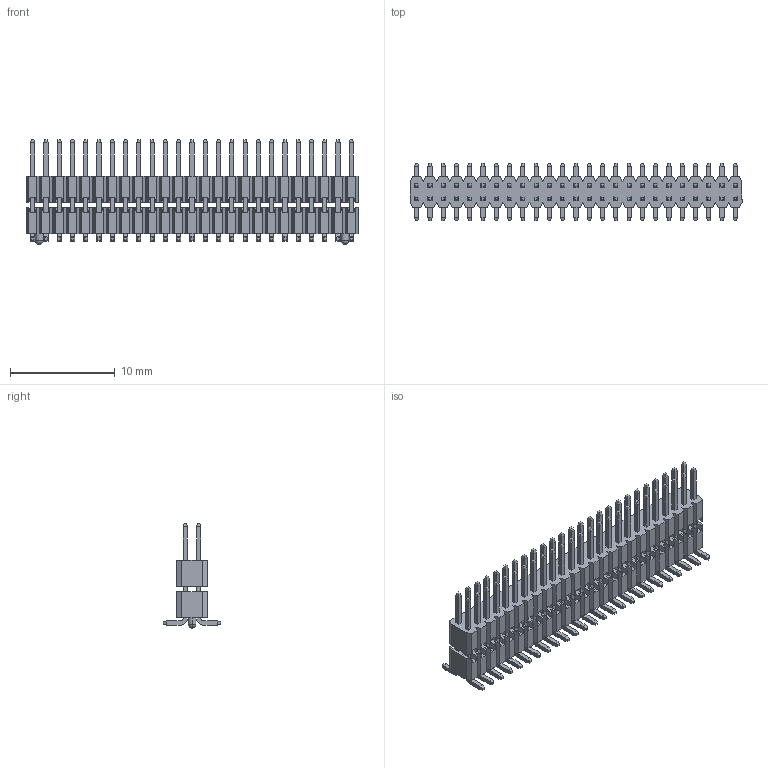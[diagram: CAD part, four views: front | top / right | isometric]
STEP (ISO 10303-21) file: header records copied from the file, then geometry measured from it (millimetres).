
FILE_DESCRIPTION (( 'STEP AP214' ), '1' );
FILE_NAME ('FPH12749-D50S1004090906M-REF.STEP', '2025-10-17T01:01:04', ( '' ), ( '' ), 'SwSTEP 2.0', 'SolidWorks 2021', '' );
FILE_SCHEMA (( 'AUTOMOTIVE_DESIGN' ));
Products named in the file (1): FPH12749-D50S1004090906M-REF
Bounding box: 31.75 x 5.5 x 10 mm (x, y, z)
Volume: 467.3 mm3; surface area: 1507.8 mm2
Topology: 1 solids, 1 shells, 1962 faces, 5082 edges, 3222 vertices
Faces by surface type: plane 1854, cylinder 104, sphere 4
Entity records: 58308 total; most frequent: CARTESIAN_POINT 10255, ORIENTED_EDGE 10148, DIRECTION 9212, EDGE_CURVE 5074, LINE 4862, VECTOR 4862, VERTEX_POINT 3218, AXIS2_PLACEMENT_3D 2175
